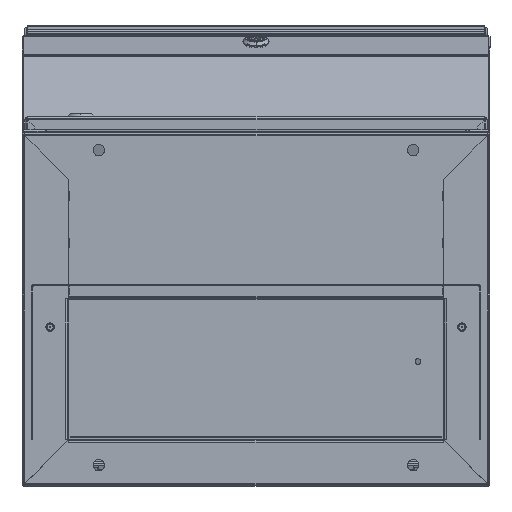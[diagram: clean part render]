
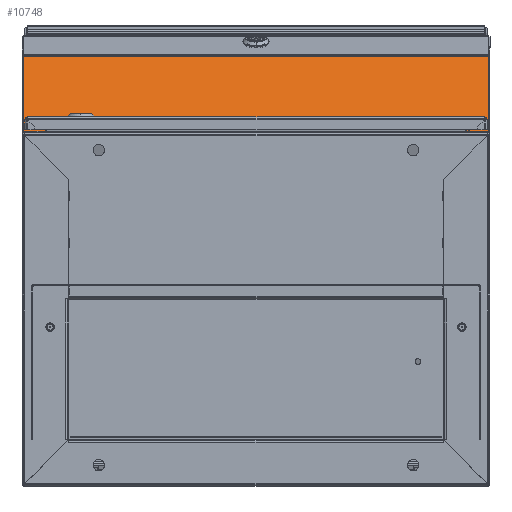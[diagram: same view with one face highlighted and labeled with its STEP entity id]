
A CAD part, front view. The second image highlights one B-rep face of the part: STEP entity #10748.
In plain terms, the highlighted face is planar.
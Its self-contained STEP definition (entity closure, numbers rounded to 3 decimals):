
#7729 = PLANE ( 'NONE',  #91907 ) ;
#8869 = CARTESIAN_POINT ( 'NONE',  ( 248.5, 43.164, 0. ) ) ;
#10748 = ADVANCED_FACE ( 'NONE', ( #87541 ), #7729, .F. ) ;
#17415 = VECTOR ( 'NONE', #88122, 1000. ) ;
#19351 = VERTEX_POINT ( 'NONE', #24642 ) ;
#23484 = EDGE_CURVE ( 'NONE', #102602, #71471, #56695, .T. ) ;
#24642 = CARTESIAN_POINT ( 'NONE',  ( 248.5, 43.164, 0. ) ) ;
#24667 = DIRECTION ( 'NONE',  ( -1., 0., 0. ) ) ;
#25033 = EDGE_LOOP ( 'NONE', ( #48557, #48896, #60170, #104776 ) ) ;
#27356 = DIRECTION ( 'NONE',  ( 0., -1., 0. ) ) ;
#32183 = CARTESIAN_POINT ( 'NONE',  ( 248.5, -44.5, 0. ) ) ;
#33265 = LINE ( 'NONE', #32183, #17415 ) ;
#48557 = ORIENTED_EDGE ( 'NONE', *, *, #113797, .T. ) ;
#48896 = ORIENTED_EDGE ( 'NONE', *, *, #23484, .T. ) ;
#50266 = LINE ( 'NONE', #8869, #86187 ) ;
#51809 = LINE ( 'NONE', #53442, #103739 ) ;
#53442 = CARTESIAN_POINT ( 'NONE',  ( 248.5, -43.469, 0. ) ) ;
#56695 = LINE ( 'NONE', #117970, #101464 ) ;
#58733 = CARTESIAN_POINT ( 'NONE',  ( -248.5, -43.469, 0. ) ) ;
#60170 = ORIENTED_EDGE ( 'NONE', *, *, #108872, .F. ) ;
#62842 = DIRECTION ( 'NONE',  ( 0., 0., -1. ) ) ;
#71471 = VERTEX_POINT ( 'NONE', #58733 ) ;
#72077 = DIRECTION ( 'NONE',  ( -1., 0., 0. ) ) ;
#73696 = VERTEX_POINT ( 'NONE', #100936 ) ;
#86187 = VECTOR ( 'NONE', #72077, 1000. ) ;
#87541 = FACE_OUTER_BOUND ( 'NONE', #25033, .T. ) ;
#88122 = DIRECTION ( 'NONE',  ( 0., 1., 0. ) ) ;
#91907 = AXIS2_PLACEMENT_3D ( 'NONE', #107594, #62842, #24667 ) ;
#98195 = CARTESIAN_POINT ( 'NONE',  ( -248.5, 43.164, 0. ) ) ;
#100936 = CARTESIAN_POINT ( 'NONE',  ( 248.5, -43.469, 0. ) ) ;
#101464 = VECTOR ( 'NONE', #27356, 1000. ) ;
#102602 = VERTEX_POINT ( 'NONE', #98195 ) ;
#103739 = VECTOR ( 'NONE', #117892, 1000. ) ;
#104776 = ORIENTED_EDGE ( 'NONE', *, *, #117991, .T. ) ;
#107594 = CARTESIAN_POINT ( 'NONE',  ( 248.5, 44.5, 0. ) ) ;
#108872 = EDGE_CURVE ( 'NONE', #73696, #71471, #51809, .T. ) ;
#113797 = EDGE_CURVE ( 'NONE', #19351, #102602, #50266, .T. ) ;
#117892 = DIRECTION ( 'NONE',  ( -1., 0., 0. ) ) ;
#117970 = CARTESIAN_POINT ( 'NONE',  ( -248.5, -44.5, 0. ) ) ;
#117991 = EDGE_CURVE ( 'NONE', #73696, #19351, #33265, .T. ) ;
